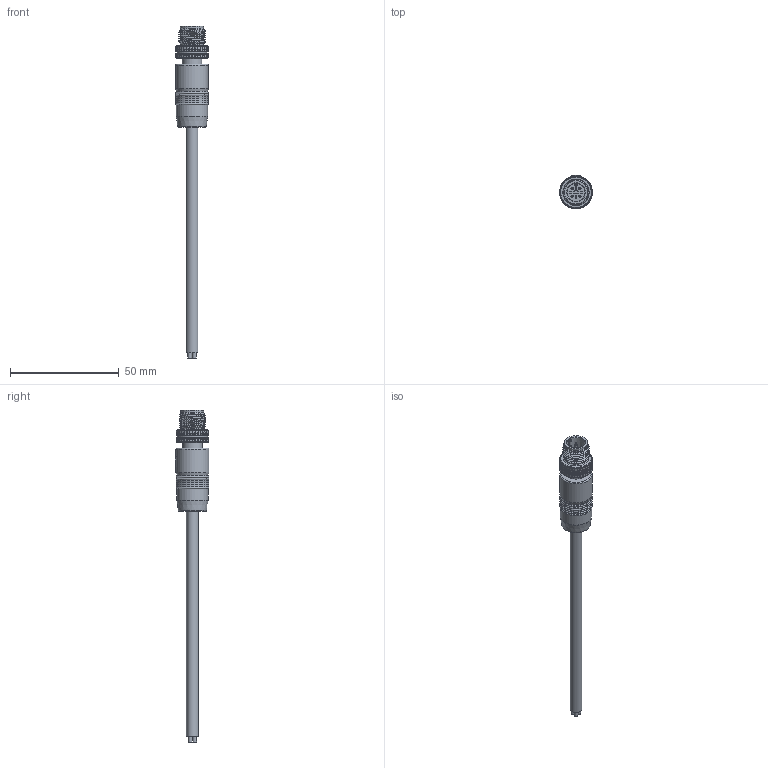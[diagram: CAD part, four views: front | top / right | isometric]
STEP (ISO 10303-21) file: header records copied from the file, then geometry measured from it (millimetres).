
FILE_DESCRIPTION(/* description */ ('Unknown'),/* implementation_level */ '2;1');
FILE_NAME(/* name */ '643652120304',/* time_stamp */ '2022-09-14T14:49:29+02:00',/* author */ ('Unknown'),/* organization */ ('Unknown'),/* preprocessor_version */ 'ST-DEVELOPER v16.7',/* originating_system */ 'Solid Edge',/* authorisation */ 'Unknown');
FILE_SCHEMA (('AUTOMOTIVE_DESIGN {1 0 10303 214 3 1 1}'));
Products named in the file (8): 643652120304; 6436xx120304_Cable_M; 643652120304_Body; 643652120304_Seal; 643652120304_Screw Nut; 643652120304_Shield Shell; 643652120304_Pin; 643652120304_Housing
Assembly tree (10 placements, depth 2):
  643652120304
    6436xx120304_Cable_M
    643652120304_Body
    643652120304_Seal
    643652120304_Screw Nut
    643652120304_Shield Shell
    643652120304_Pin  x4
    643652120304_Housing
Bounding box: 15.1 x 15.5 x 152.5 mm (x, y, z)
Volume: 8932.2 mm3; surface area: 10279.9 mm2
Topology: 10 solids, 10 shells, 1425 faces, 3695 edges, 2338 vertices
Faces by surface type: bspline 873, cylinder 347, plane 121, cone 49, torus 31, sphere 4
Full cylindrical faces by diameter (mm): 0.61 x4, 1 x4, 1.1 x8, 1.2 x4, 1.4 x4, 1.5 x1, 1.6 x24, 1.66 x5, 1.73 x16, 1.74 x8, 2 x4, 2.2 x1, 5.5 x2, 5.7 x1, 8.2 x1, 8.5 x4, 8.55 x1, 9.1 x2, 9.2 x1, 9.4 x1, 9.5 x1, 9.6 x1, 10.6 x3, 11.8 x1, 14 x1, 14.4 x7, 15.1 x1
Entity records: 62686 total; most frequent: CARTESIAN_POINT 38635, ORIENTED_EDGE 6544, EDGE_CURVE 3272, B_SPLINE_CURVE_WITH_KNOTS 2737, VERTEX_POINT 2120, DIRECTION 1860, FACE_BOUND 1480, EDGE_LOOP 1479
